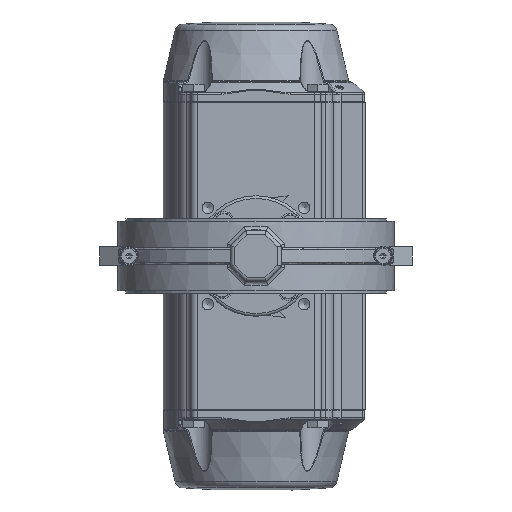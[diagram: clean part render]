
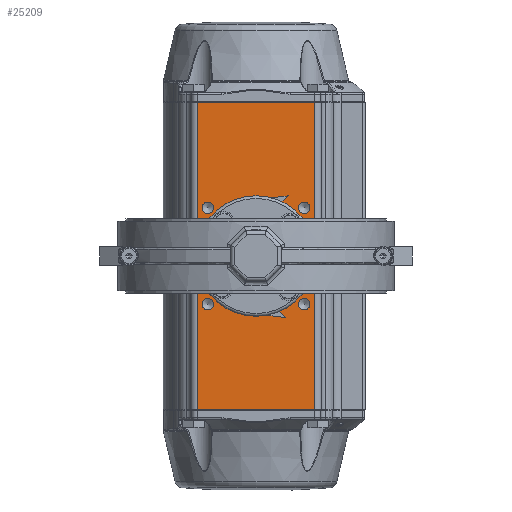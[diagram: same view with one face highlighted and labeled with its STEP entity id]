
A CAD part, front view. The second image highlights one B-rep face of the part: STEP entity #25209.
In plain terms, the highlighted planar face has unit normal (0, -1, 0).
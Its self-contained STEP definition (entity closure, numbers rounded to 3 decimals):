
#2513=LINE('',#49439,#3744);
#2569=LINE('',#49624,#3800);
#2663=LINE('',#49894,#3894);
#2664=LINE('',#49897,#3895);
#3744=VECTOR('',#33485,1000.);
#3800=VECTOR('',#33675,1000.);
#3894=VECTOR('',#33959,1000.);
#3895=VECTOR('',#33964,1000.);
#4620=PLANE('',#28415);
#8676=ORIENTED_EDGE('',*,*,#13918,.F.);
#8677=ORIENTED_EDGE('',*,*,#13784,.T.);
#8678=ORIENTED_EDGE('',*,*,#13920,.T.);
#8679=ORIENTED_EDGE('',*,*,#13692,.T.);
#8680=ORIENTED_EDGE('',*,*,#13921,.F.);
#8681=ORIENTED_EDGE('',*,*,#13922,.F.);
#8682=ORIENTED_EDGE('',*,*,#13923,.F.);
#8683=ORIENTED_EDGE('',*,*,#13924,.F.);
#8684=ORIENTED_EDGE('',*,*,#13925,.F.);
#8685=ORIENTED_EDGE('',*,*,#13926,.F.);
#8686=ORIENTED_EDGE('',*,*,#13927,.F.);
#8687=ORIENTED_EDGE('',*,*,#13928,.F.);
#8688=ORIENTED_EDGE('',*,*,#13929,.T.);
#13692=EDGE_CURVE('',#16736,#16739,#2513,.T.);
#13784=EDGE_CURVE('',#16802,#16801,#2569,.T.);
#13918=EDGE_CURVE('',#16802,#16739,#2663,.T.);
#13920=EDGE_CURVE('',#16801,#16736,#2664,.T.);
#13921=EDGE_CURVE('',#16883,#16883,#18665,.T.);
#13922=EDGE_CURVE('',#16884,#16884,#18666,.T.);
#13923=EDGE_CURVE('',#16885,#16885,#18667,.T.);
#13924=EDGE_CURVE('',#16886,#16886,#18668,.T.);
#13925=EDGE_CURVE('',#16887,#16887,#18669,.T.);
#13926=EDGE_CURVE('',#16888,#16888,#18670,.T.);
#13927=EDGE_CURVE('',#16889,#16889,#18671,.T.);
#13928=EDGE_CURVE('',#16890,#16890,#18672,.T.);
#13929=EDGE_CURVE('',#16891,#16891,#18673,.T.);
#16736=VERTEX_POINT('',#49433);
#16739=VERTEX_POINT('',#49438);
#16801=VERTEX_POINT('',#49623);
#16802=VERTEX_POINT('',#49625);
#16883=VERTEX_POINT('',#49899);
#16884=VERTEX_POINT('',#49901);
#16885=VERTEX_POINT('',#49903);
#16886=VERTEX_POINT('',#49905);
#16887=VERTEX_POINT('',#49907);
#16888=VERTEX_POINT('',#49909);
#16889=VERTEX_POINT('',#49911);
#16890=VERTEX_POINT('',#49913);
#16891=VERTEX_POINT('',#49915);
#18665=CIRCLE('',#28416,3.4);
#18666=CIRCLE('',#28417,3.4);
#18667=CIRCLE('',#28418,3.4);
#18668=CIRCLE('',#28419,3.4);
#18669=CIRCLE('',#28420,4.25);
#18670=CIRCLE('',#28421,4.25);
#18671=CIRCLE('',#28422,4.25);
#18672=CIRCLE('',#28423,4.25);
#18673=CIRCLE('',#28424,27.5);
#20679=EDGE_LOOP('',(#8676,#8677,#8678,#8679));
#20680=EDGE_LOOP('',(#8680));
#20681=EDGE_LOOP('',(#8681));
#20682=EDGE_LOOP('',(#8682));
#20683=EDGE_LOOP('',(#8683));
#20684=EDGE_LOOP('',(#8684));
#20685=EDGE_LOOP('',(#8685));
#20686=EDGE_LOOP('',(#8686));
#20687=EDGE_LOOP('',(#8687));
#20688=EDGE_LOOP('',(#8688));
#22879=FACE_BOUND('',#20679,.T.);
#22880=FACE_BOUND('',#20680,.T.);
#22881=FACE_BOUND('',#20681,.T.);
#22882=FACE_BOUND('',#20682,.T.);
#22883=FACE_BOUND('',#20683,.T.);
#22884=FACE_BOUND('',#20684,.T.);
#22885=FACE_BOUND('',#20685,.T.);
#22886=FACE_BOUND('',#20686,.T.);
#22887=FACE_BOUND('',#20687,.T.);
#22888=FACE_BOUND('',#20688,.T.);
#25209=ADVANCED_FACE('',(#22879,#22880,#22881,#22882,#22883,#22884,#22885,
#22886,#22887,#22888),#4620,.F.);
#28415=AXIS2_PLACEMENT_3D('',#49896,#33962,#33963);
#28416=AXIS2_PLACEMENT_3D('',#49898,#33965,#33966);
#28417=AXIS2_PLACEMENT_3D('',#49900,#33967,#33968);
#28418=AXIS2_PLACEMENT_3D('',#49902,#33969,#33970);
#28419=AXIS2_PLACEMENT_3D('',#49904,#33971,#33972);
#28420=AXIS2_PLACEMENT_3D('',#49906,#33973,#33974);
#28421=AXIS2_PLACEMENT_3D('',#49908,#33975,#33976);
#28422=AXIS2_PLACEMENT_3D('',#49910,#33977,#33978);
#28423=AXIS2_PLACEMENT_3D('',#49912,#33979,#33980);
#28424=AXIS2_PLACEMENT_3D('',#49914,#33981,#33982);
#33485=DIRECTION('',(1.,0.,0.));
#33675=DIRECTION('',(-1.,0.,0.));
#33959=DIRECTION('',(0.,0.,-1.));
#33962=DIRECTION('',(0.,1.,0.));
#33963=DIRECTION('',(0.,0.,1.));
#33964=DIRECTION('',(0.,0.,-1.));
#33965=DIRECTION('',(0.,-1.,0.));
#33966=DIRECTION('',(0.,0.,-1.));
#33967=DIRECTION('',(0.,-1.,0.));
#33968=DIRECTION('',(0.,0.,-1.));
#33969=DIRECTION('',(0.,-1.,0.));
#33970=DIRECTION('',(0.,0.,-1.));
#33971=DIRECTION('',(0.,-1.,0.));
#33972=DIRECTION('',(0.,0.,-1.));
#33973=DIRECTION('',(0.,-1.,0.));
#33974=DIRECTION('',(0.,0.,-1.));
#33975=DIRECTION('',(0.,-1.,0.));
#33976=DIRECTION('',(0.,0.,-1.));
#33977=DIRECTION('',(0.,-1.,0.));
#33978=DIRECTION('',(0.,0.,-1.));
#33979=DIRECTION('',(0.,-1.,0.));
#33980=DIRECTION('',(0.,0.,-1.));
#33981=DIRECTION('',(0.,1.,0.));
#33982=DIRECTION('',(0.,0.,1.));
#49433=CARTESIAN_POINT('',(-44.,-80.,-115.));
#49438=CARTESIAN_POINT('',(44.,-80.,-115.));
#49439=CARTESIAN_POINT('',(-44.,-80.,-115.));
#49623=CARTESIAN_POINT('',(-44.,-80.,115.));
#49624=CARTESIAN_POINT('',(-44.,-80.,115.));
#49625=CARTESIAN_POINT('',(44.,-80.,115.));
#49894=CARTESIAN_POINT('',(44.,-80.,115.5));
#49896=CARTESIAN_POINT('',(-44.,-80.,115.5));
#49897=CARTESIAN_POINT('',(-44.,-80.,115.5));
#49898=CARTESIAN_POINT('',(24.749,-80.,24.749));
#49899=CARTESIAN_POINT('',(24.749,-80.,21.349));
#49900=CARTESIAN_POINT('',(24.749,-80.,-24.749));
#49901=CARTESIAN_POINT('',(24.749,-80.,-28.149));
#49902=CARTESIAN_POINT('',(-24.749,-80.,-24.749));
#49903=CARTESIAN_POINT('',(-24.749,-80.,-28.149));
#49904=CARTESIAN_POINT('',(-24.749,-80.,24.749));
#49905=CARTESIAN_POINT('',(-24.749,-80.,21.349));
#49906=CARTESIAN_POINT('',(36.062,-80.,36.062));
#49907=CARTESIAN_POINT('',(36.062,-80.,31.812));
#49908=CARTESIAN_POINT('',(36.062,-80.,-36.062));
#49909=CARTESIAN_POINT('',(36.062,-80.,-40.312));
#49910=CARTESIAN_POINT('',(-36.062,-80.,-36.062));
#49911=CARTESIAN_POINT('',(-36.062,-80.,-40.312));
#49912=CARTESIAN_POINT('',(-36.062,-80.,36.062));
#49913=CARTESIAN_POINT('',(-36.062,-80.,31.812));
#49914=CARTESIAN_POINT('',(0.,-80.,0.));
#49915=CARTESIAN_POINT('',(0.,-80.,27.5));
